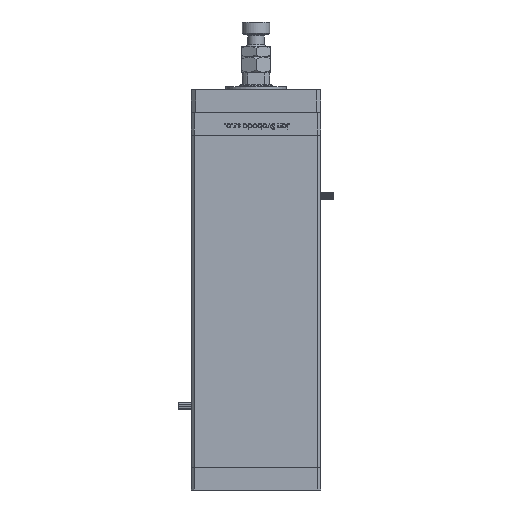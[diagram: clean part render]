
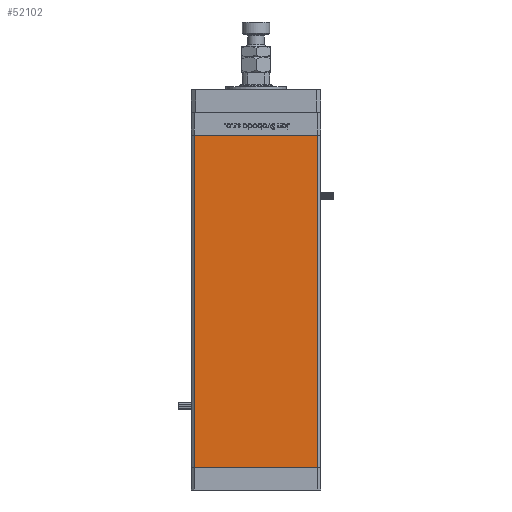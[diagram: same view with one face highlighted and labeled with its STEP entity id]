
A CAD part, front view. The second image highlights one B-rep face of the part: STEP entity #52102.
In plain terms, the highlighted planar face has unit normal (0, -1, 0).
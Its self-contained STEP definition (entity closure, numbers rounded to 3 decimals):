
#1817 = AXIS2_PLACEMENT_3D ( 'NONE', #17146, #16848, #3571 ) ;
#1854 = ORIENTED_EDGE ( 'NONE', *, *, #37706, .T. ) ;
#2340 = ORIENTED_EDGE ( 'NONE', *, *, #30336, .F. ) ;
#2639 = EDGE_LOOP ( 'NONE', ( #1854, #25677, #2340, #25816 ) ) ;
#3571 = DIRECTION ( 'NONE',  ( 0., 0., 1. ) ) ;
#5163 = CARTESIAN_POINT ( 'NONE',  ( 40.5, -37.5, 218.5 ) ) ;
#5992 = VERTEX_POINT ( 'NONE', #7541 ) ;
#6836 = CARTESIAN_POINT ( 'NONE',  ( -40.5, -37.5, 0. ) ) ;
#7541 = CARTESIAN_POINT ( 'NONE',  ( 40.5, -37.5, 0. ) ) ;
#9520 = VERTEX_POINT ( 'NONE', #19746 ) ;
#10302 = LINE ( 'NONE', #15021, #27898 ) ;
#14508 = CARTESIAN_POINT ( 'NONE',  ( 40.5, -37.5, 218.5 ) ) ;
#14940 = VERTEX_POINT ( 'NONE', #53314 ) ;
#15021 = CARTESIAN_POINT ( 'NONE',  ( -40.5, -37.5, 218.5 ) ) ;
#16848 = DIRECTION ( 'NONE',  ( 0., 1., 0. ) ) ;
#17146 = CARTESIAN_POINT ( 'NONE',  ( -40.5, -37.5, 218.5 ) ) ;
#19746 = CARTESIAN_POINT ( 'NONE',  ( -40.5, -37.5, 218.5 ) ) ;
#21239 = LINE ( 'NONE', #53068, #33780 ) ;
#25075 = LINE ( 'NONE', #6836, #50107 ) ;
#25677 = ORIENTED_EDGE ( 'NONE', *, *, #42221, .F. ) ;
#25816 = ORIENTED_EDGE ( 'NONE', *, *, #45401, .T. ) ;
#27898 = VECTOR ( 'NONE', #50376, 1000. ) ;
#28419 = LINE ( 'NONE', #5163, #44729 ) ;
#30336 = EDGE_CURVE ( 'NONE', #9520, #54617, #21239, .T. ) ;
#33639 = DIRECTION ( 'NONE',  ( 1., 0., 0. ) ) ;
#33780 = VECTOR ( 'NONE', #48343, 1000. ) ;
#37706 = EDGE_CURVE ( 'NONE', #14940, #5992, #25075, .T. ) ;
#39501 = FACE_OUTER_BOUND ( 'NONE', #2639, .T. ) ;
#42221 = EDGE_CURVE ( 'NONE', #54617, #5992, #28419, .T. ) ;
#44729 = VECTOR ( 'NONE', #49654, 1000. ) ;
#45401 = EDGE_CURVE ( 'NONE', #9520, #14940, #10302, .T. ) ;
#48343 = DIRECTION ( 'NONE',  ( 1., 0., 0. ) ) ;
#49654 = DIRECTION ( 'NONE',  ( 0., 0., -1. ) ) ;
#50107 = VECTOR ( 'NONE', #33639, 1000. ) ;
#50376 = DIRECTION ( 'NONE',  ( 0., 0., -1. ) ) ;
#52102 = ADVANCED_FACE ( 'NONE', ( #39501 ), #52786, .F. ) ;
#52786 = PLANE ( 'NONE',  #1817 ) ;
#53068 = CARTESIAN_POINT ( 'NONE',  ( -40.5, -37.5, 218.5 ) ) ;
#53314 = CARTESIAN_POINT ( 'NONE',  ( -40.5, -37.5, 0. ) ) ;
#54617 = VERTEX_POINT ( 'NONE', #14508 ) ;
